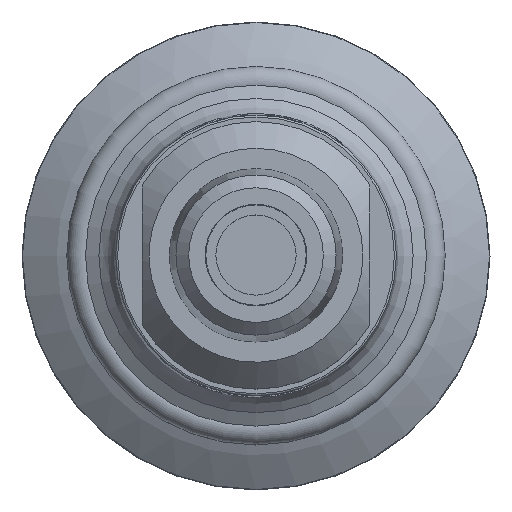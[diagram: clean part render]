
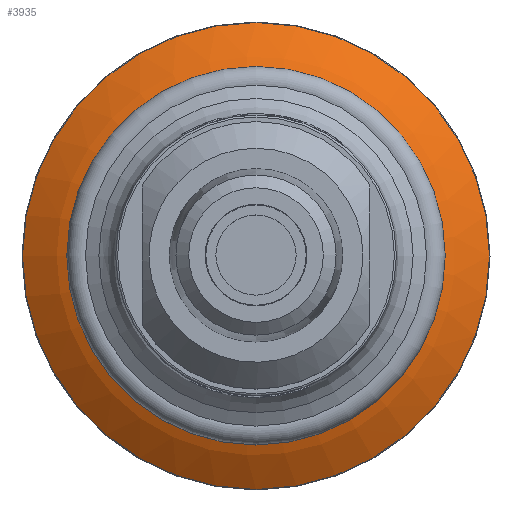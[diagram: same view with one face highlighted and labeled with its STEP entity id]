
A CAD part, top view. The second image highlights one B-rep face of the part: STEP entity #3935.
In plain terms, the highlighted toroidal (fillet/blend) face has major radius 4.871 mm and minor radius 21 mm.
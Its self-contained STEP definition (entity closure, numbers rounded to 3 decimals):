
#165=DEGENERATE_TOROIDAL_SURFACE('',#4495,4.871,21.,.T.);
#681=CIRCLE('',#4494,9.246);
#682=CIRCLE('',#4496,17.46);
#929=ORIENTED_EDGE('',*,*,#2110,.F.);
#930=ORIENTED_EDGE('',*,*,#2109,.T.);
#2109=EDGE_CURVE('',#2704,#2704,#681,.T.);
#2110=EDGE_CURVE('',#2705,#2705,#682,.T.);
#2704=VERTEX_POINT('',#6087);
#2705=VERTEX_POINT('',#6090);
#3281=EDGE_LOOP('',(#929));
#3282=EDGE_LOOP('',(#930));
#3603=FACE_BOUND('',#3281,.T.);
#3604=FACE_BOUND('',#3282,.T.);
#3935=ADVANCED_FACE('',(#3603,#3604),#165,.T.);
#4494=AXIS2_PLACEMENT_3D('',#6086,#4829,#4830);
#4495=AXIS2_PLACEMENT_3D('',#6088,#4831,#4832);
#4496=AXIS2_PLACEMENT_3D('',#6089,#4833,#4834);
#4829=DIRECTION('',(0.,0.,-1.));
#4830=DIRECTION('',(-1.,0.,0.));
#4831=DIRECTION('',(0.,0.,-1.));
#4832=DIRECTION('',(-1.,0.,0.));
#4833=DIRECTION('',(0.,0.,-1.));
#4834=DIRECTION('',(-1.,0.,0.));
#6086=CARTESIAN_POINT('',(0.,0.,-20.589));
#6087=CARTESIAN_POINT('',(-9.246,0.,-20.589));
#6088=CARTESIAN_POINT('',(0.,0.,-41.128));
#6089=CARTESIAN_POINT('',(0.,0.,-24.32));
#6090=CARTESIAN_POINT('',(-17.46,0.,-24.32));
